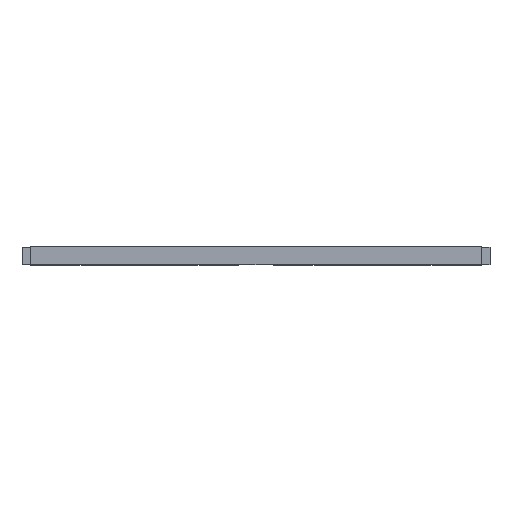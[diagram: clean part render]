
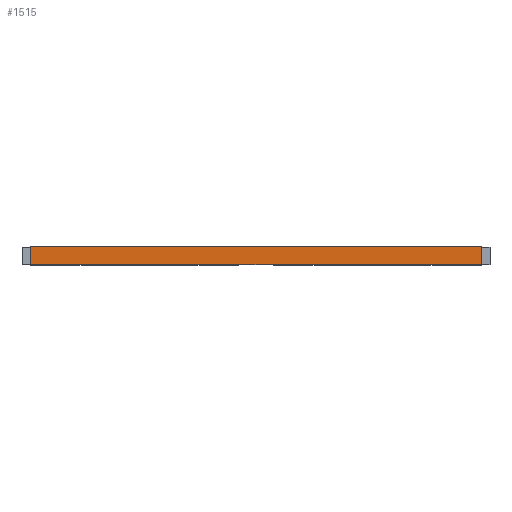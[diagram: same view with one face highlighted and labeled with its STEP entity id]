
A CAD part, top view. The second image highlights one B-rep face of the part: STEP entity #1515.
In plain terms, the highlighted planar face has unit normal (0, 0, 1).
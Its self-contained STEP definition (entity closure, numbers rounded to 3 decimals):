
#61=PLANE('',#1641);
#137=FACE_OUTER_BOUND('',#221,.T.);
#221=EDGE_LOOP('',(#1291,#1292,#1293,#1294));
#265=LINE('',#2135,#435);
#381=LINE('',#2458,#551);
#382=LINE('',#2461,#552);
#383=LINE('',#2462,#553);
#435=VECTOR('',#1697,153.);
#551=VECTOR('',#2011,6.);
#552=VECTOR('',#2014,153.);
#553=VECTOR('',#2015,6.);
#655=VERTEX_POINT('',#2132);
#656=VERTEX_POINT('',#2134);
#764=VERTEX_POINT('',#2456);
#765=VERTEX_POINT('',#2460);
#805=EDGE_CURVE('',#655,#656,#265,.T.);
#965=EDGE_CURVE('',#655,#764,#381,.T.);
#966=EDGE_CURVE('',#765,#764,#382,.T.);
#967=EDGE_CURVE('',#656,#765,#383,.T.);
#1291=ORIENTED_EDGE('',*,*,#805,.F.);
#1292=ORIENTED_EDGE('',*,*,#965,.T.);
#1293=ORIENTED_EDGE('',*,*,#966,.F.);
#1294=ORIENTED_EDGE('',*,*,#967,.F.);
#1515=ADVANCED_FACE('',(#137),#61,.T.);
#1641=AXIS2_PLACEMENT_3D('',#2459,#2012,#2013);
#1697=DIRECTION('',(-1.,0.,0.));
#2011=DIRECTION('',(0.,1.,0.));
#2012=DIRECTION('center_axis',(0.,0.,1.));
#2013=DIRECTION('ref_axis',(1.,0.,0.));
#2014=DIRECTION('',(1.,0.,0.));
#2015=DIRECTION('',(0.,1.,0.));
#2132=CARTESIAN_POINT('',(0.,0.,85.));
#2134=CARTESIAN_POINT('',(-153.,0.,85.));
#2135=CARTESIAN_POINT('',(0.,0.,85.));
#2456=CARTESIAN_POINT('',(0.,6.,85.));
#2458=CARTESIAN_POINT('',(0.,0.,85.));
#2459=CARTESIAN_POINT('Origin',(-153.,0.,85.));
#2460=CARTESIAN_POINT('',(-153.,6.,85.));
#2461=CARTESIAN_POINT('',(0.,6.,85.));
#2462=CARTESIAN_POINT('',(-153.,0.,85.));
